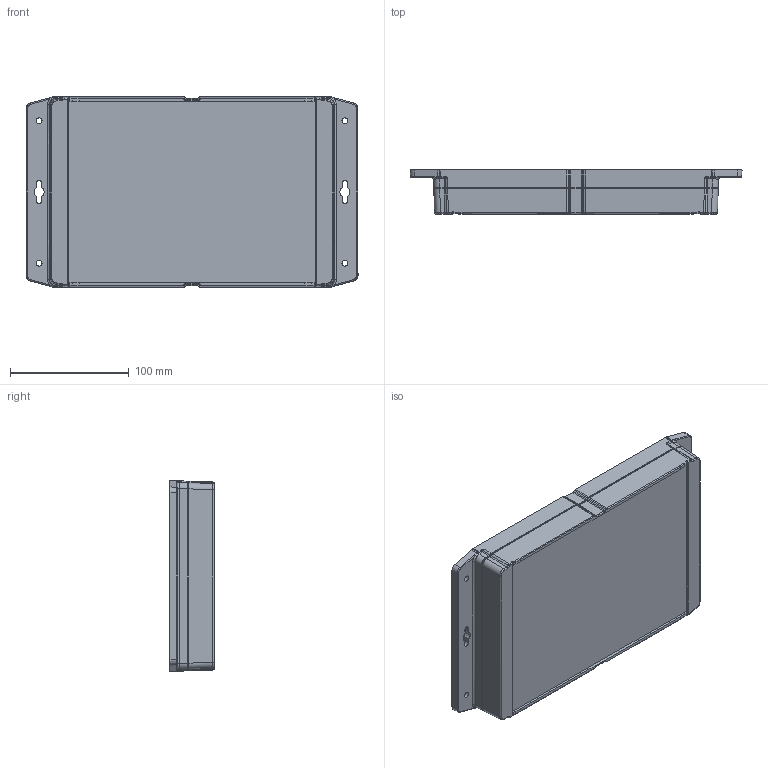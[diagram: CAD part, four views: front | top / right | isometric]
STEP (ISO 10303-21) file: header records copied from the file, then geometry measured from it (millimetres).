
FILE_DESCRIPTION (( 'STEP AP214' ), '1' );
FILE_NAME ('1555VAF17GY.STEP', '2023-06-20T12:41:30', ( '' ), ( '' ), 'SwSTEP 2.0', 'SolidWorks 2021', '' );
FILE_SCHEMA (( 'AUTOMOTIVE_DESIGN' ));
Length unit declared in the file: inch
Products named in the file (1): 1555VAF17GY
Bounding box: 280 x 37.2 x 161.05 mm (x, y, z)
Volume: 384849.3 mm3; surface area: 248848.8 mm2
Topology: 9 solids, 9 shells, 1798 faces, 4268 edges, 2602 vertices
Faces by surface type: plane 612, bspline 470, cylinder 432, cone 264, torus 20
Full cylindrical faces by diameter (mm): 3.251 x6, 3.5 x6, 3.88 x6, 4.013 x6, 7 x6
Entity records: 69134 total; most frequent: CARTESIAN_POINT 32118, ORIENTED_EDGE 8056, DIRECTION 6635, EDGE_CURVE 4028, VERTEX_POINT 2534, AXIS2_PLACEMENT_3D 2447, EDGE_LOOP 2110, FACE_OUTER_BOUND 1860
